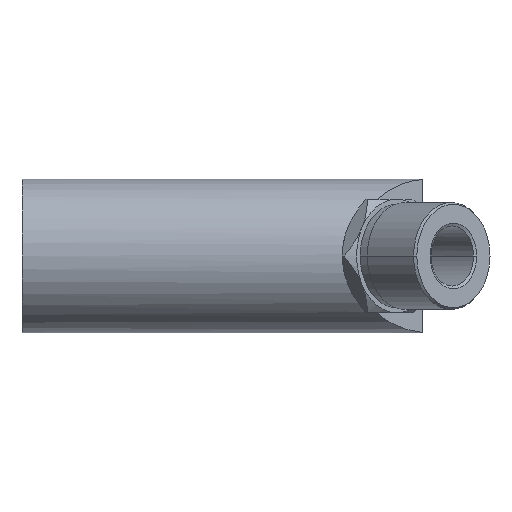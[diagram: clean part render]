
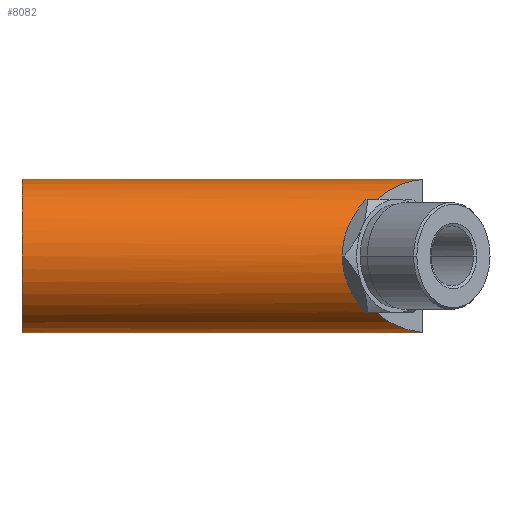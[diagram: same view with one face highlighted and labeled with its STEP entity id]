
A CAD part, front view. The second image highlights one B-rep face of the part: STEP entity #8082.
In plain terms, the highlighted cylindrical face has radius 11.5 mm (diameter 23 mm), a partial arc.
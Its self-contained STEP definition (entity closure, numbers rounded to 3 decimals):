
#207 = ORIENTED_EDGE ( 'NONE', *, *, #1466, .T. ) ;
#623 = CIRCLE ( 'NONE', #5553, 11.5 ) ;
#1080 = ORIENTED_EDGE ( 'NONE', *, *, #2630, .T. ) ;
#1247 = CIRCLE ( 'NONE', #3786, 11.5 ) ;
#1258 = VERTEX_POINT ( 'NONE', #4187 ) ;
#1307 = CARTESIAN_POINT ( 'NONE',  ( 60., 0., -11.5 ) ) ;
#1355 = VERTEX_POINT ( 'NONE', #3531 ) ;
#1429 = CYLINDRICAL_SURFACE ( 'NONE', #5164, 11.5 ) ;
#1466 = EDGE_CURVE ( 'NONE', #2160, #1355, #3059, .T. ) ;
#1786 = CARTESIAN_POINT ( 'NONE',  ( 57.369, -3.524, -11.26 ) ) ;
#1877 = VERTEX_POINT ( 'NONE', #3611 ) ;
#2013 = DIRECTION ( 'NONE',  ( 0., 0., 1. ) ) ;
#2033 = CARTESIAN_POINT ( 'NONE',  ( 60., 0., 11.5 ) ) ;
#2160 = VERTEX_POINT ( 'NONE', #1307 ) ;
#2289 =( BOUNDED_CURVE ( )  B_SPLINE_CURVE ( 3, ( #6916, #5505, #4176, #2936 ),
 .UNSPECIFIED., .F., .T. ) 
 B_SPLINE_CURVE_WITH_KNOTS ( ( 4, 4 ),
 ( 5.465, 7.101 ),
 .UNSPECIFIED. ) 
 CURVE ( )  GEOMETRIC_REPRESENTATION_ITEM ( )  RATIONAL_B_SPLINE_CURVE ( ( 1., 0.789, 0.789, 1. ) ) 
 REPRESENTATION_ITEM ( '' )  );
#2354 = EDGE_CURVE ( 'NONE', #4433, #7474, #2289, .T. ) ;
#2396 = CARTESIAN_POINT ( 'NONE',  ( 60., 0., 0. ) ) ;
#2479 = DIRECTION ( 'NONE',  ( 0., 0., 1. ) ) ;
#2630 = EDGE_CURVE ( 'NONE', #7474, #5166, #8723, .T. ) ;
#2877 = LINE ( 'NONE', #6280, #4005 ) ;
#2936 = CARTESIAN_POINT ( 'NONE',  ( 53.029, -7.864, 8.391 ) ) ;
#2946 = EDGE_LOOP ( 'NONE', ( #5561, #207, #5543, #4339, #1080, #7901, #3090, #4465 ) ) ;
#3059 = CIRCLE ( 'NONE', #8013, 11.5 ) ;
#3090 = ORIENTED_EDGE ( 'NONE', *, *, #6511, .T. ) ;
#3292 = DIRECTION ( 'NONE',  ( -1., 0., 0. ) ) ;
#3531 = CARTESIAN_POINT ( 'NONE',  ( 60., -0.893, -11.465 ) ) ;
#3567 = EDGE_CURVE ( 'NONE', #1355, #4433, #7757, .T. ) ;
#3611 = CARTESIAN_POINT ( 'NONE',  ( 0., 0., 11.5 ) ) ;
#3786 = AXIS2_PLACEMENT_3D ( 'NONE', #4555, #7261, #2479 ) ;
#3935 = VECTOR ( 'NONE', #7565, 1000. ) ;
#4005 = VECTOR ( 'NONE', #5656, 1000. ) ;
#4176 = CARTESIAN_POINT ( 'NONE',  ( 47.858, -13.036, 3.544 ) ) ;
#4187 = CARTESIAN_POINT ( 'NONE',  ( 0., 0., -11.5 ) ) ;
#4339 = ORIENTED_EDGE ( 'NONE', *, *, #2354, .T. ) ;
#4433 = VERTEX_POINT ( 'NONE', #4626 ) ;
#4465 = ORIENTED_EDGE ( 'NONE', *, *, #4647, .F. ) ;
#4555 = CARTESIAN_POINT ( 'NONE',  ( 0., 0., 0. ) ) ;
#4626 = CARTESIAN_POINT ( 'NONE',  ( 53.029, -7.864, -8.391 ) ) ;
#4647 = EDGE_CURVE ( 'NONE', #1258, #1877, #1247, .T. ) ;
#4653 = CARTESIAN_POINT ( 'NONE',  ( 0., 0., 0. ) ) ;
#5078 = DIRECTION ( 'NONE',  ( 0., 0., 1. ) ) ;
#5095 = CARTESIAN_POINT ( 'NONE',  ( 60., -0.893, -11.465 ) ) ;
#5164 = AXIS2_PLACEMENT_3D ( 'NONE', #4653, #3292, #2013 ) ;
#5166 = VERTEX_POINT ( 'NONE', #7144 ) ;
#5405 = EDGE_CURVE ( 'NONE', #2160, #1258, #7027, .T. ) ;
#5505 = CARTESIAN_POINT ( 'NONE',  ( 47.858, -13.036, -3.544 ) ) ;
#5543 = ORIENTED_EDGE ( 'NONE', *, *, #3567, .T. ) ;
#5553 = AXIS2_PLACEMENT_3D ( 'NONE', #5703, #6286, #5078 ) ;
#5561 = ORIENTED_EDGE ( 'NONE', *, *, #5405, .F. ) ;
#5656 = DIRECTION ( 'NONE',  ( -1., 0., 0. ) ) ;
#5703 = CARTESIAN_POINT ( 'NONE',  ( 60., 0., 0. ) ) ;
#5764 = CARTESIAN_POINT ( 'NONE',  ( 53.029, -7.864, -8.391 ) ) ;
#5773 = CARTESIAN_POINT ( 'NONE',  ( 53.029, -7.864, 8.391 ) ) ;
#6119 = FACE_OUTER_BOUND ( 'NONE', #2946, .T. ) ;
#6280 = CARTESIAN_POINT ( 'NONE',  ( 0., 0., 11.5 ) ) ;
#6286 = DIRECTION ( 'NONE',  ( -1., 0., 0. ) ) ;
#6328 = EDGE_CURVE ( 'NONE', #5166, #6828, #623, .T. ) ;
#6335 = CARTESIAN_POINT ( 'NONE',  ( 53.029, -7.864, 8.391 ) ) ;
#6366 = CARTESIAN_POINT ( 'NONE',  ( 0., 0., -11.5 ) ) ;
#6511 = EDGE_CURVE ( 'NONE', #6828, #1877, #2877, .T. ) ;
#6828 = VERTEX_POINT ( 'NONE', #2033 ) ;
#6916 = CARTESIAN_POINT ( 'NONE',  ( 53.029, -7.864, -8.391 ) ) ;
#7027 = LINE ( 'NONE', #6366, #3935 ) ;
#7144 = CARTESIAN_POINT ( 'NONE',  ( 60., -0.893, 11.465 ) ) ;
#7179 = CARTESIAN_POINT ( 'NONE',  ( 54.955, -5.939, -10.195 ) ) ;
#7261 = DIRECTION ( 'NONE',  ( -1., 0., 0. ) ) ;
#7474 = VERTEX_POINT ( 'NONE', #6335 ) ;
#7565 = DIRECTION ( 'NONE',  ( -1., 0., 0. ) ) ;
#7757 =( BOUNDED_CURVE ( )  B_SPLINE_CURVE ( 3, ( #5095, #1786, #7179, #5764 ),
 .UNSPECIFIED., .F., .T. ) 
 B_SPLINE_CURVE_WITH_KNOTS ( ( 4, 4 ),
 ( 4.79, 5.465 ),
 .UNSPECIFIED. ) 
 CURVE ( )  GEOMETRIC_REPRESENTATION_ITEM ( )  RATIONAL_B_SPLINE_CURVE ( ( 1., 0.962, 0.962, 1. ) ) 
 REPRESENTATION_ITEM ( '' )  );
#7803 = CARTESIAN_POINT ( 'NONE',  ( 54.955, -5.939, 10.195 ) ) ;
#7895 = CARTESIAN_POINT ( 'NONE',  ( 60., -0.893, 11.465 ) ) ;
#7901 = ORIENTED_EDGE ( 'NONE', *, *, #6328, .T. ) ;
#8013 = AXIS2_PLACEMENT_3D ( 'NONE', #2396, #8499, #8546 ) ;
#8082 = ADVANCED_FACE ( 'NONE', ( #6119 ), #1429, .T. ) ;
#8499 = DIRECTION ( 'NONE',  ( -1., 0., 0. ) ) ;
#8546 = DIRECTION ( 'NONE',  ( 0., 0., 1. ) ) ;
#8557 = CARTESIAN_POINT ( 'NONE',  ( 57.369, -3.524, 11.26 ) ) ;
#8723 =( BOUNDED_CURVE ( )  B_SPLINE_CURVE ( 3, ( #5773, #7803, #8557, #7895 ),
 .UNSPECIFIED., .F., .T. ) 
 B_SPLINE_CURVE_WITH_KNOTS ( ( 4, 4 ),
 ( 0.818, 1.493 ),
 .UNSPECIFIED. ) 
 CURVE ( )  GEOMETRIC_REPRESENTATION_ITEM ( )  RATIONAL_B_SPLINE_CURVE ( ( 1., 0.962, 0.962, 1. ) ) 
 REPRESENTATION_ITEM ( '' )  );
